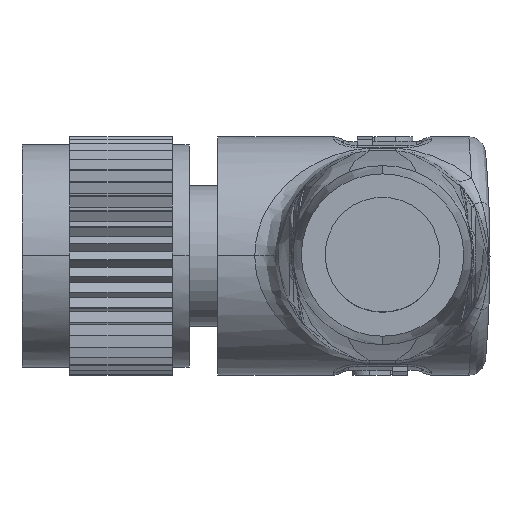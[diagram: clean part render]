
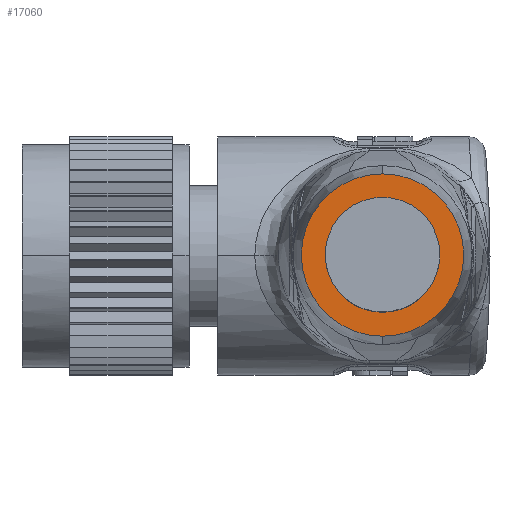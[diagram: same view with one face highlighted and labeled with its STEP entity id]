
A CAD part, top view. The second image highlights one B-rep face of the part: STEP entity #17060.
In plain terms, the highlighted planar face has unit normal (0, 0, 1).
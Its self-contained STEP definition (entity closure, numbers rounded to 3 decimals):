
#4360=CARTESIAN_POINT('',(14.7,0.,23.));
#4361=DIRECTION('',(0.,0.,-1.));
#4362=DIRECTION('',(0.,1.,0.));
#4363=AXIS2_PLACEMENT_3D('',#4360,#4361,#4362);
#4365=CARTESIAN_POINT('',(14.7,0.,23.));
#4366=DIRECTION('',(0.,0.,1.));
#4367=DIRECTION('',(0.,1.,0.));
#4368=AXIS2_PLACEMENT_3D('',#4365,#4366,#4367);
#4370=CARTESIAN_POINT('',(14.7,0.,23.));
#4371=DIRECTION('',(0.,0.,-1.));
#4372=DIRECTION('',(0.,-1.,0.));
#4373=AXIS2_PLACEMENT_3D('',#4370,#4371,#4372);
#4375=CARTESIAN_POINT('',(14.7,0.,23.));
#4376=DIRECTION('',(0.,0.,-1.));
#4377=DIRECTION('',(0.,1.,0.));
#4378=AXIS2_PLACEMENT_3D('',#4375,#4376,#4377);
#7481=CARTESIAN_POINT('',(14.7,3.4,23.));
#7483=VERTEX_POINT('',#7481);
#7485=CARTESIAN_POINT('',(14.7,-3.4,23.));
#7487=VERTEX_POINT('',#7485);
#7913=CARTESIAN_POINT('',(14.7,-2.4,23.));
#7914=CARTESIAN_POINT('',(14.7,2.4,23.));
#7915=VERTEX_POINT('',#7913);
#7916=VERTEX_POINT('',#7914);
#17045=CARTESIAN_POINT('',(14.7,0.,23.));
#17046=DIRECTION('',(0.,0.,1.));
#17047=DIRECTION('',(0.,1.,0.));
#17048=AXIS2_PLACEMENT_3D('',#17045,#17046,#17047);
#17049=PLANE('',#17048);
#17050=ORIENTED_EDGE('',*,*,#17003,.T.);
#17051=ORIENTED_EDGE('',*,*,#17026,.F.);
#17052=EDGE_LOOP('',(#17050,#17051));
#17053=FACE_OUTER_BOUND('',#17052,.F.);
#17055=ORIENTED_EDGE('',*,*,#17054,.F.);
#17057=ORIENTED_EDGE('',*,*,#17056,.F.);
#17058=EDGE_LOOP('',(#17055,#17057));
#17059=FACE_BOUND('',#17058,.F.);
#17060=ADVANCED_FACE('',(#17053,#17059),#17049,.T.);
#4364=CIRCLE('',#4363,3.4);
#4369=CIRCLE('',#4368,3.4);
#4374=CIRCLE('',#4373,2.4);
#4379=CIRCLE('',#4378,2.4);
#17003=EDGE_CURVE('',#7483,#7487,#4364,.T.);
#17026=EDGE_CURVE('',#7483,#7487,#4369,.T.);
#17054=EDGE_CURVE('',#7915,#7916,#4374,.T.);
#17056=EDGE_CURVE('',#7916,#7915,#4379,.T.);
